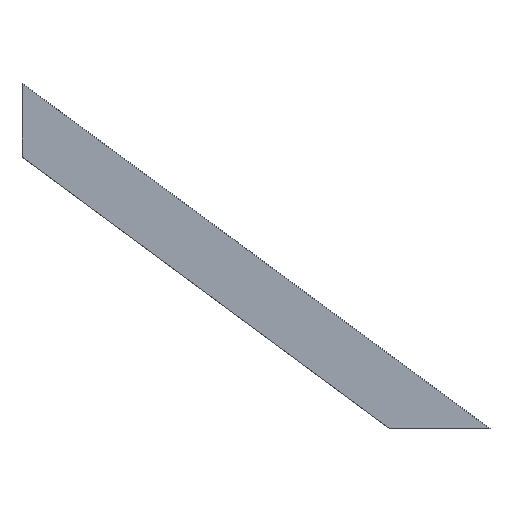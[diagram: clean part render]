
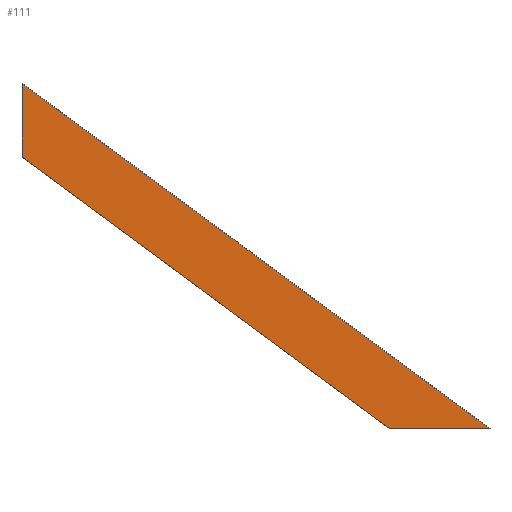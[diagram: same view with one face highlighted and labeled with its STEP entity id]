
A CAD part, top view. The second image highlights one B-rep face of the part: STEP entity #111.
In plain terms, the highlighted planar face has unit normal (0, 0, 1).
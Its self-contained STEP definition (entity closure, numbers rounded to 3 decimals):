
#1 = DIRECTION ( 'NONE',  ( 1., 0., 0. ) ) ;
#5 = DIRECTION ( 'NONE',  ( -0.805, 0.594, 0. ) ) ;
#9 = ORIENTED_EDGE ( 'NONE', *, *, #163, .T. ) ;
#11 = ORIENTED_EDGE ( 'NONE', *, *, #240, .T. ) ;
#21 = DIRECTION ( 'NONE',  ( 0., 0., 1. ) ) ;
#23 = DIRECTION ( 'NONE',  ( 1., 0., 0. ) ) ;
#42 = CARTESIAN_POINT ( 'NONE',  ( 248.391, -140.092, 44. ) ) ;
#47 = CARTESIAN_POINT ( 'NONE',  ( 174.285, -140.092, 44. ) ) ;
#60 = CARTESIAN_POINT ( 'NONE',  ( 0., 0., 44. ) ) ;
#66 = EDGE_CURVE ( 'NONE', #212, #98, #230, .T. ) ;
#68 = CARTESIAN_POINT ( 'NONE',  ( -97.609, 115.22, 44. ) ) ;
#82 = VECTOR ( 'NONE', #179, 1000. ) ;
#84 = CARTESIAN_POINT ( 'NONE',  ( 174.285, -140.092, 44. ) ) ;
#98 = VERTEX_POINT ( 'NONE', #270 ) ;
#101 = FACE_OUTER_BOUND ( 'NONE', #202, .T. ) ;
#111 = ADVANCED_FACE ( 'NONE', ( #101 ), #193, .T. ) ;
#112 = AXIS2_PLACEMENT_3D ( 'NONE', #60, #21, #1 ) ;
#130 = LINE ( 'NONE', #84, #82 ) ;
#133 = LINE ( 'NONE', #68, #135 ) ;
#135 = VECTOR ( 'NONE', #218, 1000. ) ;
#158 = ORIENTED_EDGE ( 'NONE', *, *, #66, .T. ) ;
#163 = EDGE_CURVE ( 'NONE', #183, #212, #130, .T. ) ;
#172 = CARTESIAN_POINT ( 'NONE',  ( -97.609, 60.538, 44. ) ) ;
#177 = CARTESIAN_POINT ( 'NONE',  ( 248.391, -140.092, 44. ) ) ;
#179 = DIRECTION ( 'NONE',  ( 0.805, -0.594, 0. ) ) ;
#180 = VECTOR ( 'NONE', #23, 1000. ) ;
#183 = VERTEX_POINT ( 'NONE', #172 ) ;
#193 = PLANE ( 'NONE',  #112 ) ;
#198 = VECTOR ( 'NONE', #5, 1000. ) ;
#202 = EDGE_LOOP ( 'NONE', ( #247, #11, #9, #158 ) ) ;
#212 = VERTEX_POINT ( 'NONE', #47 ) ;
#218 = DIRECTION ( 'NONE',  ( 0., -1., 0. ) ) ;
#219 = CARTESIAN_POINT ( 'NONE',  ( -97.609, 115.22, 44. ) ) ;
#230 = LINE ( 'NONE', #42, #180 ) ;
#235 = LINE ( 'NONE', #177, #198 ) ;
#240 = EDGE_CURVE ( 'NONE', #261, #183, #133, .T. ) ;
#247 = ORIENTED_EDGE ( 'NONE', *, *, #259, .T. ) ;
#259 = EDGE_CURVE ( 'NONE', #98, #261, #235, .T. ) ;
#261 = VERTEX_POINT ( 'NONE', #219 ) ;
#270 = CARTESIAN_POINT ( 'NONE',  ( 248.391, -140.092, 44. ) ) ;
